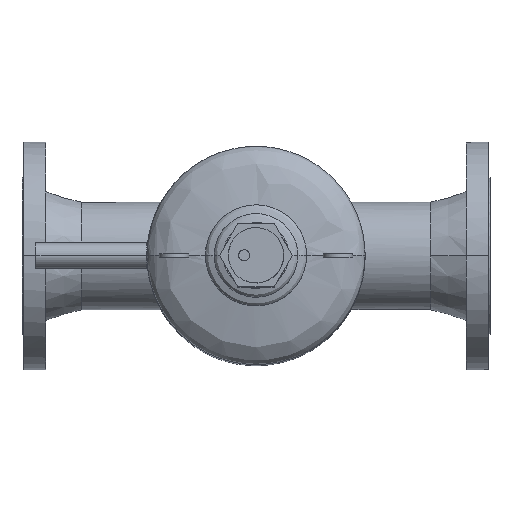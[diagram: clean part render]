
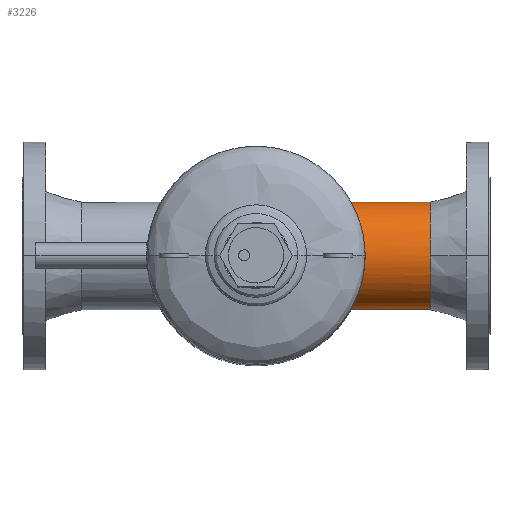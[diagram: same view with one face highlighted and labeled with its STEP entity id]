
A CAD part, top view. The second image highlights one B-rep face of the part: STEP entity #3226.
In plain terms, the highlighted cylindrical face has radius 53.975 mm (diameter 107.95 mm), a partial arc.
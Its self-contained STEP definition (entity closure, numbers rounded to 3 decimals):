
#1035=CARTESIAN_POINT('Vertex',(175.419,0.,53.975)) ;
#1039=CARTESIAN_POINT('Control Point',(175.419,-53.975,0.)) ;
#1040=CARTESIAN_POINT('Control Point',(175.419,-53.975,8.478)) ;
#1041=CARTESIAN_POINT('Control Point',(175.419,-52.31,16.957)) ;
#1042=CARTESIAN_POINT('Control Point',(175.419,-48.979,24.999)) ;
#1043=CARTESIAN_POINT('Control Point',(175.419,-39.343,39.343)) ;
#1044=CARTESIAN_POINT('Control Point',(175.419,-24.999,48.979)) ;
#1045=CARTESIAN_POINT('Control Point',(175.419,-16.957,52.31)) ;
#1046=CARTESIAN_POINT('Control Point',(175.419,-8.478,53.975)) ;
#1047=CARTESIAN_POINT('Control Point',(175.419,0.,53.975)) ;
#1048=CARTESIAN_POINT('Vertex',(175.419,-53.975,0.)) ;
#1091=CARTESIAN_POINT('Vertex',(175.419,53.975,0.)) ;
#1095=CARTESIAN_POINT('Control Point',(175.419,0.,53.975)) ;
#1096=CARTESIAN_POINT('Control Point',(175.419,8.478,53.975)) ;
#1097=CARTESIAN_POINT('Control Point',(175.419,16.957,52.31)) ;
#1098=CARTESIAN_POINT('Control Point',(175.419,24.999,48.979)) ;
#1099=CARTESIAN_POINT('Control Point',(175.419,39.343,39.343)) ;
#1100=CARTESIAN_POINT('Control Point',(175.419,48.979,24.999)) ;
#1101=CARTESIAN_POINT('Control Point',(175.419,52.31,16.957)) ;
#1102=CARTESIAN_POINT('Control Point',(175.419,53.975,8.478)) ;
#1103=CARTESIAN_POINT('Control Point',(175.419,53.975,0.)) ;
#1873=CARTESIAN_POINT('Vertex',(95.316,-53.975,0.)) ;
#1877=CARTESIAN_POINT('Control Point',(95.316,-53.975,0.)) ;
#1878=CARTESIAN_POINT('Control Point',(95.316,-53.975,5.018)) ;
#1879=CARTESIAN_POINT('Control Point',(95.646,-53.392,10.037)) ;
#1880=CARTESIAN_POINT('Control Point',(96.308,-52.225,14.932)) ;
#1881=CARTESIAN_POINT('Control Point',(97.743,-49.549,22.298)) ;
#1882=CARTESIAN_POINT('Control Point',(99.581,-45.672,28.97)) ;
#1883=CARTESIAN_POINT('Control Point',(100.292,-44.102,31.307)) ;
#1884=CARTESIAN_POINT('Control Point',(101.913,-40.302,36.24)) ;
#1885=CARTESIAN_POINT('Control Point',(103.561,-35.836,40.578)) ;
#1886=CARTESIAN_POINT('Control Point',(104.446,-33.197,42.765)) ;
#1887=CARTESIAN_POINT('Control Point',(106.662,-25.756,47.997)) ;
#1888=CARTESIAN_POINT('Control Point',(108.382,-17.243,51.63)) ;
#1889=CARTESIAN_POINT('Control Point',(109.153,-11.614,53.194)) ;
#1890=CARTESIAN_POINT('Control Point',(109.538,-5.807,53.975)) ;
#1891=CARTESIAN_POINT('Control Point',(109.538,0.,53.975)) ;
#1892=CARTESIAN_POINT('Vertex',(109.538,0.,53.975)) ;
#1943=CARTESIAN_POINT('Control Point',(95.316,53.975,0.)) ;
#1944=CARTESIAN_POINT('Control Point',(95.316,53.975,5.018)) ;
#1945=CARTESIAN_POINT('Control Point',(95.646,53.392,10.037)) ;
#1946=CARTESIAN_POINT('Control Point',(96.308,52.225,14.932)) ;
#1947=CARTESIAN_POINT('Control Point',(97.743,49.549,22.298)) ;
#1948=CARTESIAN_POINT('Control Point',(99.581,45.672,28.97)) ;
#1949=CARTESIAN_POINT('Control Point',(100.292,44.102,31.307)) ;
#1950=CARTESIAN_POINT('Control Point',(101.913,40.302,36.24)) ;
#1951=CARTESIAN_POINT('Control Point',(103.561,35.836,40.578)) ;
#1952=CARTESIAN_POINT('Control Point',(104.446,33.197,42.765)) ;
#1953=CARTESIAN_POINT('Control Point',(106.662,25.756,47.997)) ;
#1954=CARTESIAN_POINT('Control Point',(108.382,17.243,51.63)) ;
#1955=CARTESIAN_POINT('Control Point',(109.153,11.614,53.194)) ;
#1956=CARTESIAN_POINT('Control Point',(109.538,5.807,53.975)) ;
#1957=CARTESIAN_POINT('Control Point',(109.538,0.,53.975)) ;
#1958=CARTESIAN_POINT('Vertex',(95.316,53.975,0.)) ;
#3180=CARTESIAN_POINT('Control Point',(175.419,53.975,0.)) ;
#3181=CARTESIAN_POINT('Control Point',(95.316,53.975,0.)) ;
#3184=CARTESIAN_POINT('Control Point',(95.316,-53.975,0.)) ;
#3185=CARTESIAN_POINT('Control Point',(175.419,-53.975,0.)) ;
#3213=CARTESIAN_POINT('Axis2P3D Location',(-175.419,0.,0.)) ;
#3214=DIRECTION('Axis2P3D Direction',(-1.,0.,0.)) ;
#3215=DIRECTION('Axis2P3D XDirection',(0.,-1.,0.)) ;
#3216=AXIS2_PLACEMENT_3D('Cylinder Axis2P3D',#3213,#3214,#3215) ;
#3217=CYLINDRICAL_SURFACE('generated cylinder',#3216,53.975) ;
#1050=EDGE_CURVE('',#1036,#1049,#1038,.F.) ;
#1104=EDGE_CURVE('',#1092,#1036,#1094,.F.) ;
#1894=EDGE_CURVE('',#1874,#1893,#1876,.T.) ;
#1960=EDGE_CURVE('',#1959,#1893,#1942,.T.) ;
#3182=EDGE_CURVE('',#1092,#1959,#3179,.T.) ;
#3186=EDGE_CURVE('',#1874,#1049,#3183,.T.) ;
#3219=ORIENTED_EDGE('',*,*,#3186,.T.) ;
#3220=ORIENTED_EDGE('',*,*,#1050,.F.) ;
#3221=ORIENTED_EDGE('',*,*,#1104,.F.) ;
#3222=ORIENTED_EDGE('',*,*,#3182,.T.) ;
#3223=ORIENTED_EDGE('',*,*,#1960,.T.) ;
#3224=ORIENTED_EDGE('',*,*,#1894,.F.) ;
#3218=EDGE_LOOP('',(#3219,#3220,#3221,#3222,#3223,#3224)) ;
#1036=VERTEX_POINT('',#1035) ;
#1049=VERTEX_POINT('',#1048) ;
#1092=VERTEX_POINT('',#1091) ;
#1874=VERTEX_POINT('',#1873) ;
#1893=VERTEX_POINT('',#1892) ;
#1959=VERTEX_POINT('',#1958) ;
#3226=ADVANCED_FACE('Solid1',(#3225),#3217,.T.) ;
#1038=B_SPLINE_CURVE_WITH_KNOTS('',5,(#1039,#1040,#1041,#1042,#1043,#1044,#1045,#1046,#1047),.UNSPECIFIED.,.F.,.U.,(6,3,6),(1.571,2.356,3.142),.UNSPECIFIED.) ;
#1094=B_SPLINE_CURVE_WITH_KNOTS('',5,(#1095,#1096,#1097,#1098,#1099,#1100,#1101,#1102,#1103),.UNSPECIFIED.,.F.,.U.,(6,3,6),(0.,0.785,1.571),.UNSPECIFIED.) ;
#1876=B_SPLINE_CURVE_WITH_KNOTS('',5,(#1877,#1878,#1879,#1880,#1881,#1882,#1883,#1884,#1885,#1886,#1887,#1888,#1889,#1890,#1891),.UNSPECIFIED.,.F.,.U.,(6,3,3,3,6),(0.,35.485,55.964,80.892,121.955),.UNSPECIFIED.) ;
#1942=B_SPLINE_CURVE_WITH_KNOTS('',5,(#1943,#1944,#1945,#1946,#1947,#1948,#1949,#1950,#1951,#1952,#1953,#1954,#1955,#1956,#1957),.UNSPECIFIED.,.F.,.U.,(6,3,3,3,6),(0.,35.485,55.964,80.892,121.955),.UNSPECIFIED.) ;
#3179=B_SPLINE_CURVE_WITH_KNOTS('',1,(#3180,#3181),.UNSPECIFIED.,.F.,.U.,(2,2),(0.,0.263),.UNSPECIFIED.) ;
#3183=B_SPLINE_CURVE_WITH_KNOTS('',1,(#3184,#3185),.UNSPECIFIED.,.F.,.U.,(2,2),(0.888,1.151),.UNSPECIFIED.) ;
#3225=FACE_OUTER_BOUND('',#3218,.T.) ;
